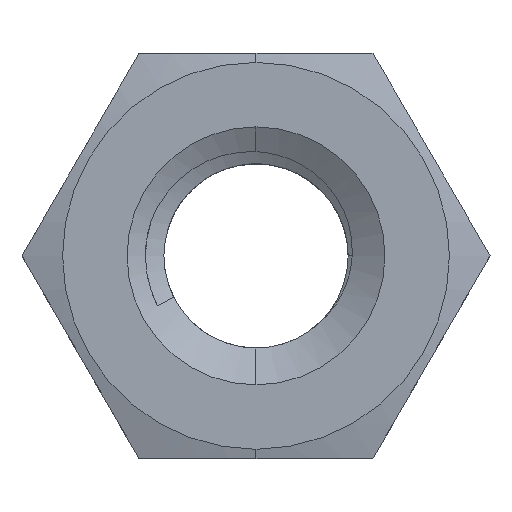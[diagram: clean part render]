
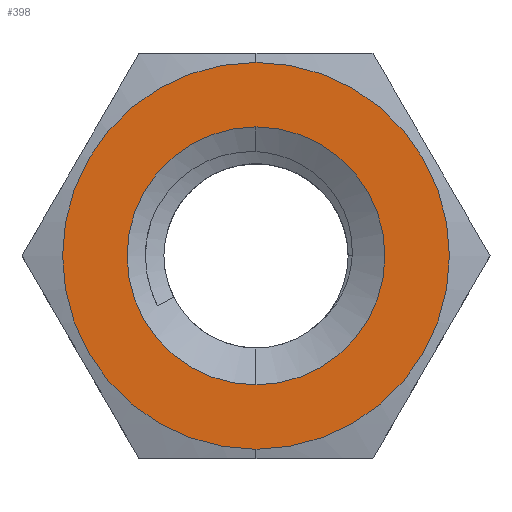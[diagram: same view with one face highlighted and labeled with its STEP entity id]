
A CAD part, top view. The second image highlights one B-rep face of the part: STEP entity #398.
In plain terms, the highlighted planar face has unit normal (0, 0, 1).
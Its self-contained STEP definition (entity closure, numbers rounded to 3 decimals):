
#4 = CARTESIAN_POINT ( 'NONE',  ( 0., 0., 2.4 ) ) ;
#25 = EDGE_CURVE ( 'NONE', #2273, #2245, #1263, .T. ) ;
#39 = CARTESIAN_POINT ( 'NONE',  ( 0., -2.625, 2.4 ) ) ;
#119 = CIRCLE ( 'NONE', #1934, 2.625 ) ;
#331 = AXIS2_PLACEMENT_3D ( 'NONE', #1475, #2500, #692 ) ;
#398 = ADVANCED_FACE ( 'NONE', ( #2528, #1502 ), #1316, .T. ) ;
#418 = DIRECTION ( 'NONE',  ( 0., 1., 0. ) ) ;
#421 = CARTESIAN_POINT ( 'NONE',  ( 0., -1.75, 2.4 ) ) ;
#558 = VERTEX_POINT ( 'NONE', #1307 ) ;
#582 = CIRCLE ( 'NONE', #1853, 2.625 ) ;
#591 = AXIS2_PLACEMENT_3D ( 'NONE', #2139, #2329, #925 ) ;
#642 = DIRECTION ( 'NONE',  ( 0., -1., 0. ) ) ;
#662 = CARTESIAN_POINT ( 'NONE',  ( 0., 0., 2.4 ) ) ;
#664 = DIRECTION ( 'NONE',  ( 0., 0., -1. ) ) ;
#692 = DIRECTION ( 'NONE',  ( 1., 0., 0. ) ) ;
#750 = ORIENTED_EDGE ( 'NONE', *, *, #2004, .T. ) ;
#768 = ORIENTED_EDGE ( 'NONE', *, *, #25, .T. ) ;
#925 = DIRECTION ( 'NONE',  ( 0., -1., 0. ) ) ;
#949 = EDGE_LOOP ( 'NONE', ( #1354, #1656 ) ) ;
#1177 = EDGE_LOOP ( 'NONE', ( #750, #768 ) ) ;
#1263 = CIRCLE ( 'NONE', #1765, 1.75 ) ;
#1307 = CARTESIAN_POINT ( 'NONE',  ( 0., 2.625, 2.4 ) ) ;
#1316 = PLANE ( 'NONE',  #331 ) ;
#1354 = ORIENTED_EDGE ( 'NONE', *, *, #1909, .T. ) ;
#1471 = CIRCLE ( 'NONE', #591, 1.75 ) ;
#1475 = CARTESIAN_POINT ( 'NONE',  ( 0., 0., 2.4 ) ) ;
#1502 = FACE_OUTER_BOUND ( 'NONE', #949, .T. ) ;
#1539 = DIRECTION ( 'NONE',  ( 0., 1., 0. ) ) ;
#1565 = VERTEX_POINT ( 'NONE', #39 ) ;
#1656 = ORIENTED_EDGE ( 'NONE', *, *, #1923, .T. ) ;
#1734 = CARTESIAN_POINT ( 'NONE',  ( 0., 1.75, 2.4 ) ) ;
#1765 = AXIS2_PLACEMENT_3D ( 'NONE', #4, #664, #642 ) ;
#1853 = AXIS2_PLACEMENT_3D ( 'NONE', #2127, #1913, #1539 ) ;
#1909 = EDGE_CURVE ( 'NONE', #558, #1565, #119, .T. ) ;
#1913 = DIRECTION ( 'NONE',  ( 0., 0., 1. ) ) ;
#1923 = EDGE_CURVE ( 'NONE', #1565, #558, #582, .T. ) ;
#1934 = AXIS2_PLACEMENT_3D ( 'NONE', #662, #2224, #418 ) ;
#2004 = EDGE_CURVE ( 'NONE', #2245, #2273, #1471, .T. ) ;
#2127 = CARTESIAN_POINT ( 'NONE',  ( 0., 0., 2.4 ) ) ;
#2139 = CARTESIAN_POINT ( 'NONE',  ( 0., 0., 2.4 ) ) ;
#2224 = DIRECTION ( 'NONE',  ( 0., 0., 1. ) ) ;
#2245 = VERTEX_POINT ( 'NONE', #421 ) ;
#2273 = VERTEX_POINT ( 'NONE', #1734 ) ;
#2329 = DIRECTION ( 'NONE',  ( 0., 0., -1. ) ) ;
#2500 = DIRECTION ( 'NONE',  ( 0., 0., 1. ) ) ;
#2528 = FACE_BOUND ( 'NONE', #1177, .T. ) ;
